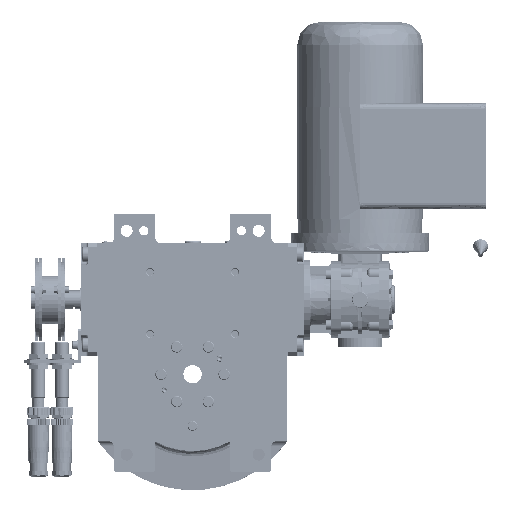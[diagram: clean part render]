
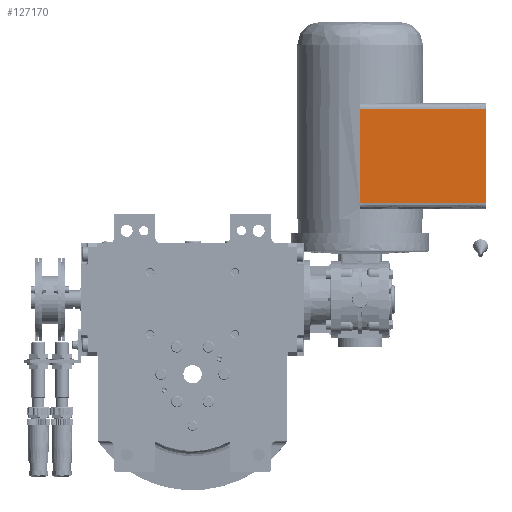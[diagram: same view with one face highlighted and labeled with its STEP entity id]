
A CAD part, front view. The second image highlights one B-rep face of the part: STEP entity #127170.
In plain terms, the highlighted free-form (B-spline) face has degree [1, 1] with [2, 2] control points.
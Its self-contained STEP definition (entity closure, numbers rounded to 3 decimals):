
#891 = CARTESIAN_POINT ( 'NONE',  ( 110., 55., 58. ) ) ;
#15275 = CARTESIAN_POINT ( 'NONE',  ( 110., 137., 58. ) ) ;
#17345 = B_SPLINE_CURVE_WITH_KNOTS ( 'NONE', 1,
 ( #152505, #27559 ),
 .UNSPECIFIED., .F., .F.,
 ( 2, 2 ),
 ( 0., 1. ),
 .UNSPECIFIED. ) ;
#19224 = EDGE_CURVE ( 'NONE', #89559, #132990, #17345, .T. ) ;
#22441 = ORIENTED_EDGE ( 'NONE', *, *, #26422, .F. ) ;
#26422 = EDGE_CURVE ( 'NONE', #89886, #89559, #44066, .T. ) ;
#27559 = CARTESIAN_POINT ( 'NONE',  ( 110., 137., 58. ) ) ;
#28417 = B_SPLINE_CURVE_WITH_KNOTS ( 'NONE', 1,
 ( #891, #15275 ),
 .UNSPECIFIED., .F., .F.,
 ( 2, 2 ),
 ( 0., 1. ),
 .UNSPECIFIED. ) ;
#28649 = VERTEX_POINT ( 'NONE', #110858 ) ;
#35492 = FACE_OUTER_BOUND ( 'NONE', #115171, .T. ) ;
#41904 = CARTESIAN_POINT ( 'NONE',  ( 110., 137., 58. ) ) ;
#44066 = B_SPLINE_CURVE_WITH_KNOTS ( 'NONE', 1,
 ( #62371, #50339 ),
 .UNSPECIFIED., .F., .F.,
 ( 2, 2 ),
 ( 0., 1. ),
 .UNSPECIFIED. ) ;
#50339 = CARTESIAN_POINT ( 'NONE',  ( 0., 137., 58. ) ) ;
#59544 = EDGE_CURVE ( 'NONE', #28649, #89886, #147126, .T. ) ;
#62371 = CARTESIAN_POINT ( 'NONE',  ( 0., 55., 58. ) ) ;
#71922 = ORIENTED_EDGE ( 'NONE', *, *, #19224, .F. ) ;
#72215 = CARTESIAN_POINT ( 'NONE',  ( 110., 55., 58. ) ) ;
#85909 = CARTESIAN_POINT ( 'NONE',  ( 0., 55., 58. ) ) ;
#89559 = VERTEX_POINT ( 'NONE', #111077 ) ;
#89886 = VERTEX_POINT ( 'NONE', #157191 ) ;
#107873 = ORIENTED_EDGE ( 'NONE', *, *, #59544, .F. ) ;
#110858 = CARTESIAN_POINT ( 'NONE',  ( 110., 55., 58. ) ) ;
#111077 = CARTESIAN_POINT ( 'NONE',  ( 0., 137., 58. ) ) ;
#115171 = EDGE_LOOP ( 'NONE', ( #133840, #71922, #22441, #107873 ) ) ;
#117783 = EDGE_CURVE ( 'NONE', #28649, #132990, #28417, .T. ) ;
#121104 = CARTESIAN_POINT ( 'NONE',  ( 0., 55., 58. ) ) ;
#121999 = CARTESIAN_POINT ( 'NONE',  ( 110., 55., 58. ) ) ;
#122798 = CARTESIAN_POINT ( 'NONE',  ( 0., 137., 58. ) ) ;
#127170 = ADVANCED_FACE ( 'NONE', ( #35492 ), #132948, .T. ) ;
#132948 = B_SPLINE_SURFACE_WITH_KNOTS ( 'NONE', 1, 1, ( 
 ( #85909, #122798 ),
 ( #121999, #158059 ) ),
 .UNSPECIFIED., .F., .F., .F.,
 ( 2, 2 ),
 ( 2, 2 ),
 ( 0., 1. ),
 ( 0., 1. ),
 .UNSPECIFIED. ) ;
#132990 = VERTEX_POINT ( 'NONE', #41904 ) ;
#133840 = ORIENTED_EDGE ( 'NONE', *, *, #117783, .T. ) ;
#147126 = B_SPLINE_CURVE_WITH_KNOTS ( 'NONE', 1,
 ( #72215, #121104 ),
 .UNSPECIFIED., .F., .F.,
 ( 2, 2 ),
 ( 0., 1. ),
 .UNSPECIFIED. ) ;
#152505 = CARTESIAN_POINT ( 'NONE',  ( 0., 137., 58. ) ) ;
#157191 = CARTESIAN_POINT ( 'NONE',  ( 0., 55., 58. ) ) ;
#158059 = CARTESIAN_POINT ( 'NONE',  ( 110., 137., 58. ) ) ;
